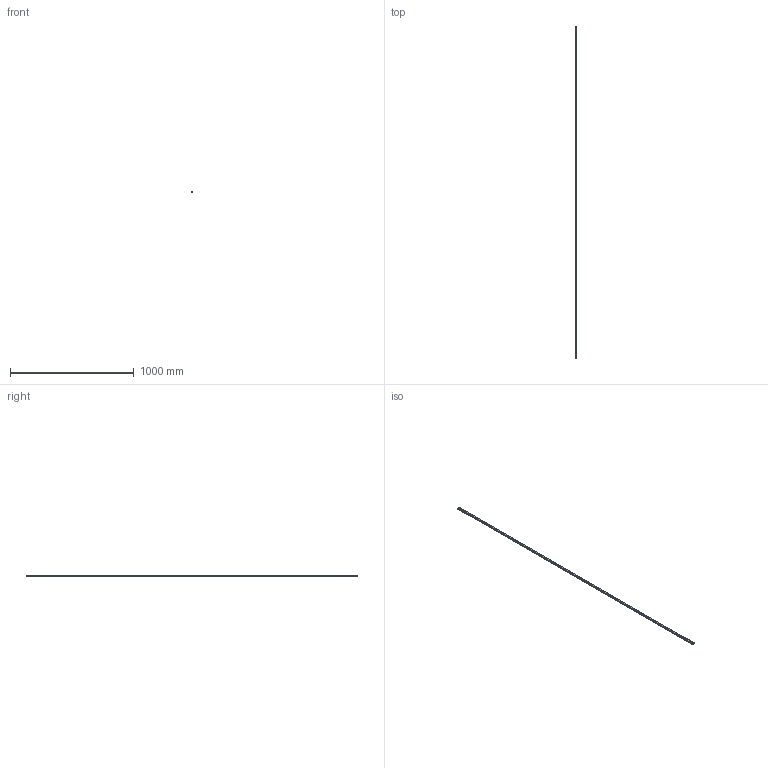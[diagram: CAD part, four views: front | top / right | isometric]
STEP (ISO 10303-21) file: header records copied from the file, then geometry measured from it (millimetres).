
FILE_DESCRIPTION(('STEP AP214'),'1');
FILE_NAME('cctmp_2DCFC645-BAB5-404C-9C3A-ED46A0D95D08_2021_02_02_13_37_16_0854..stp','2021-02-02T12:37:17',('HIWIN GmbH'),('CADClick - www.CADClick.com'),'Spatial InterOp 3D',' ','unknown authorization');
FILE_SCHEMA(('AUTOMOTIVE_DESIGN'));
Length unit declared in the file: millimetre
Products named in the file (1): EGR15U2680C_FILE
Bounding box: 15 x 2680 x 12.5 mm (x, y, z)
Volume: 426819.2 mm3; surface area: 163320.8 mm2
Topology: 1 solids, 1 shells, 553 faces, 1371 edges, 914 vertices
Faces by surface type: cylinder 288, plane 265
Entity records: 21249 total; most frequent: DIRECTION 3235, CARTESIAN_POINT 2839, ORIENTED_EDGE 2742, EDGE_CURVE 1371, AXIS2_PLACEMENT_3D 1310, VERTEX_POINT 914, EDGE_LOOP 647, LINE 615
